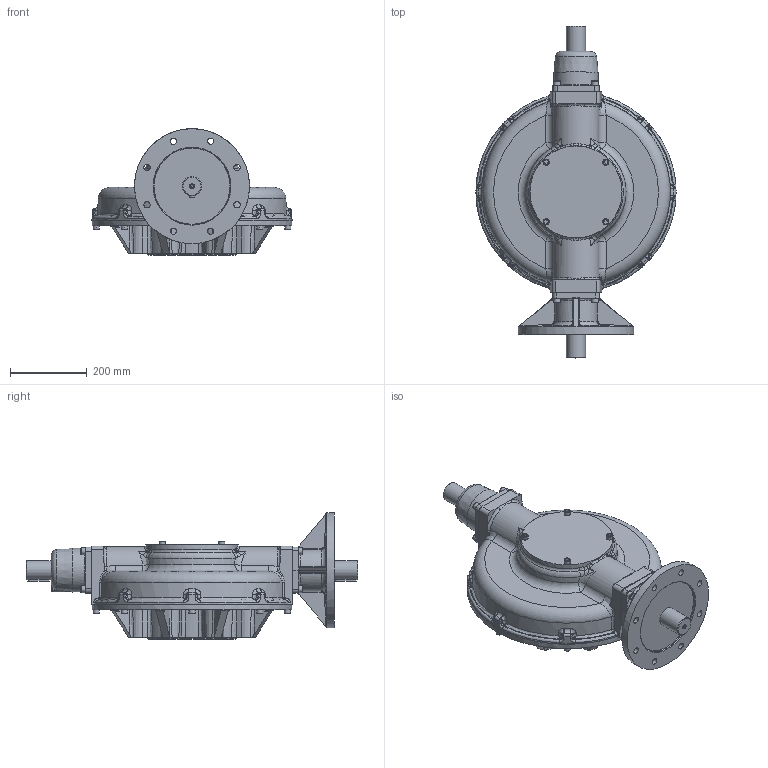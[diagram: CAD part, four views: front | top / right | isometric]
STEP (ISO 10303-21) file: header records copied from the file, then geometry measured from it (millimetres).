
FILE_DESCRIPTION(/* description */ ('Unknown'),/* implementation_level */ '2;1');
FILE_NAME(/* name */ 'PUB-IB12-DUAL180 simplified',/* time_stamp */ '2021-07-05T14:54:56+01:00',/* author */ ('Unknown'),/* organization */ ('Unknown'),/* preprocessor_version */ 'ST-DEVELOPER v16.7',/* originating_system */ 'Solid Edge',/* authorisation */ 'Unknown');
FILE_SCHEMA (('AUTOMOTIVE_DESIGN {1 0 10303 214 3 1 1}'));
Products named in the file (1): PUB-IB12-DUAL180 simplified
Bounding box: 521.7 x 865.48 x 330.4 mm (x, y, z)
Volume: 18551671.8 mm3; surface area: 2127237.9 mm2
Topology: 2 solids, 48 shells, 2206 faces, 5678 edges, 3514 vertices
Faces by surface type: plane 681, cylinder 545, bspline 360, cone 276, torus 232, sphere 112
Full cylindrical faces by diameter (mm): 3.18 x2, 8.376 x4, 8.5 x12, 10 x12, 10.2 x8, 10.5 x8, 11.5 x4, 12 x8, 12.5 x4, 13 x4, 16 x12, 16.5 x8, 17.5 x8, 18 x8, 20 x2, 30 x2, 50 x5, 50.25 x2, 54.7 x1, 55 x1, 55.115 x1, 90 x3, 94 x1, 99.5 x1, 99.555 x1, 105 x6, 115 x1, 125 x1, 129.75 x2, 129.9 x2
Entity records: 81781 total; most frequent: CARTESIAN_POINT 21494, ORIENTED_EDGE 10100, DIRECTION 9656, EDGE_CURVE 5050, AXIS2_PLACEMENT_3D 3944, VERTEX_POINT 3358, FACE_BOUND 2692, EDGE_LOOP 2660
